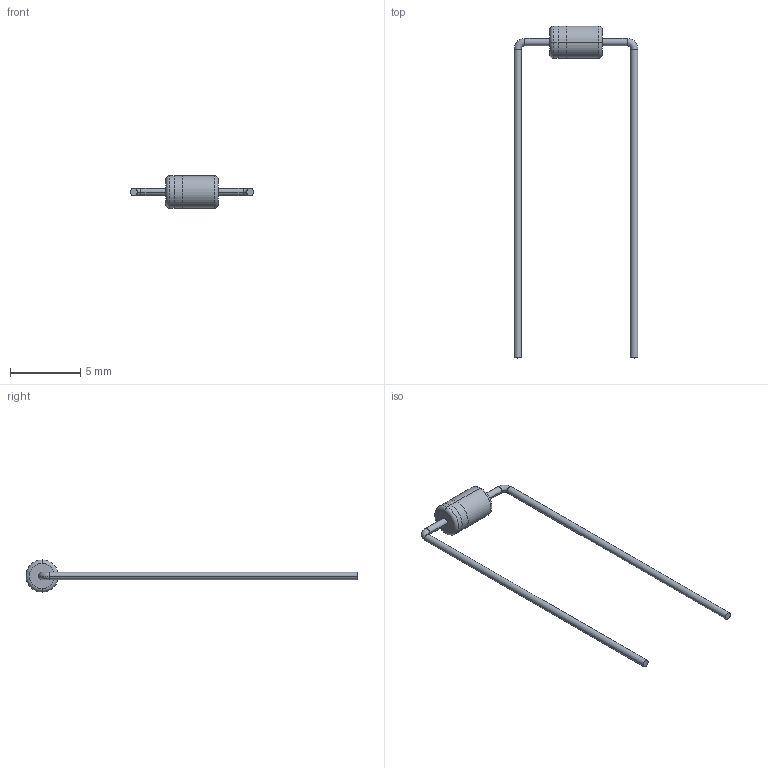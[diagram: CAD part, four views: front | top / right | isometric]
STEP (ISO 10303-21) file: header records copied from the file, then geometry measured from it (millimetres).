
FILE_DESCRIPTION (( 'STEP AP214' ), '1' );
FILE_NAME ('1N4148 (DO-35).STEP', '2023-11-24T19:18:03', ( '' ), ( '' ), 'SwSTEP 2.0', 'SolidWorks 2021', '' );
FILE_SCHEMA (( 'AUTOMOTIVE_DESIGN' ));
Length unit declared in the file: millimetre
Products named in the file (1): 1N4148 (DO-35)
Bounding box: 8.8 x 23.64 x 2.29 mm (x, y, z)
Volume: 25.2 mm3; surface area: 129.5 mm2
Topology: 5 solids, 5 shells, 32 faces, 54 edges, 32 vertices
Faces by surface type: cylinder 14, plane 10, torus 8
Entity records: 832 total; most frequent: DIRECTION 160, CARTESIAN_POINT 119, ORIENTED_EDGE 108, AXIS2_PLACEMENT_3D 73, EDGE_CURVE 54, CIRCLE 40, FACE_OUTER_BOUND 32, ADVANCED_FACE 32
